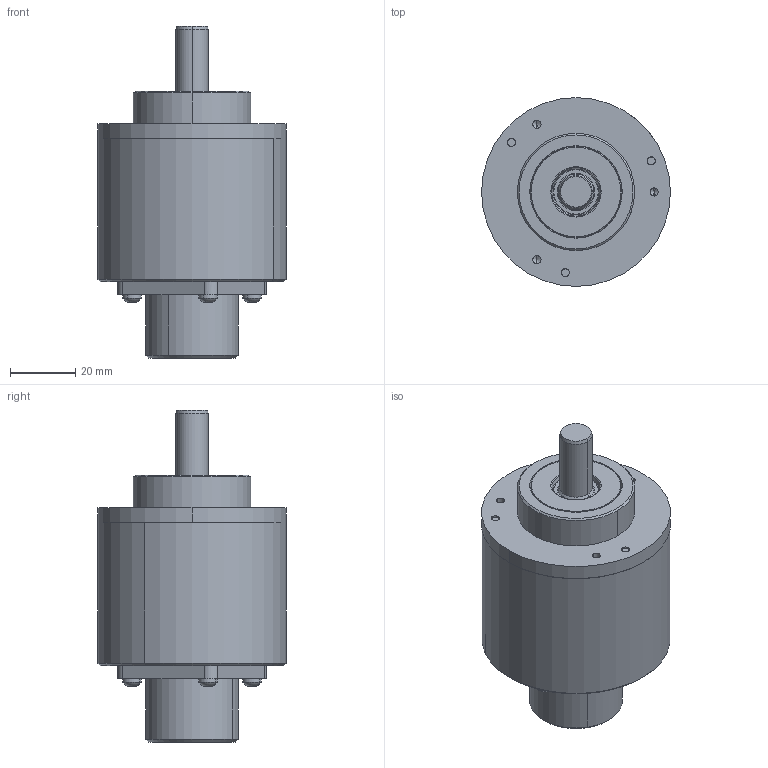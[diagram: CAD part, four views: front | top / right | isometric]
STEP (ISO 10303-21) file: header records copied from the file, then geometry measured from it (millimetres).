
FILE_DESCRIPTION((''),'2;1');
FILE_NAME('722328','2010-11-10T',('se2802'),(''),'PRO/ENGINEER BY PARAMETRIC TECHNOLOGY CORPORATION, 2010180','PRO/ENGINEER BY PARAMETRIC TECHNOLOGY CORPORATION, 2010180','');
FILE_SCHEMA(('CONFIG_CONTROL_DESIGN'));
Length unit declared in the file: millimetre
Products named in the file (1): 722328
Bounding box: 58 x 58 x 102 mm (x, y, z)
Volume: 146845.2 mm3; surface area: 22876.7 mm2
Topology: 1 solids, 2 shells, 1202 faces, 3222 edges, 2123 vertices
Faces by surface type: plane 562, extrusion 324, cylinder 252, cone 28, torus 22, sphere 14
Entity records: 41295 total; most frequent: CARTESIAN_POINT 11962, ORIENTED_EDGE 6432, DIRECTION 5304, EDGE_CURVE 3216, VERTEX_POINT 2123, VECTOR 1992, LINE 1668, AXIS2_PLACEMENT_3D 1656
